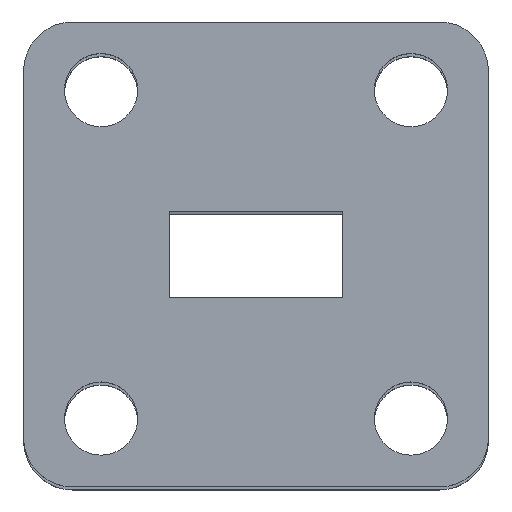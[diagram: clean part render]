
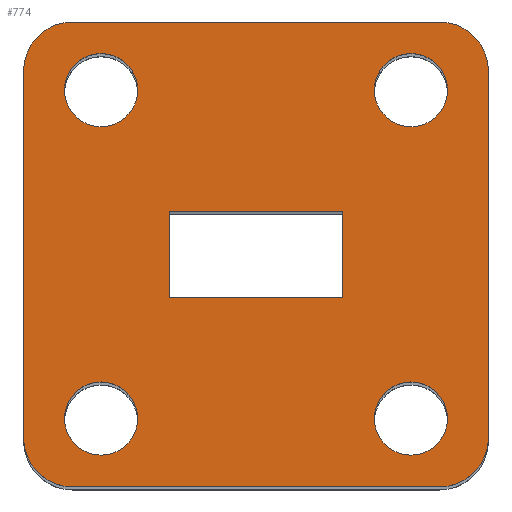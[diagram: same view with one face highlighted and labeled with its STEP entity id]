
A CAD part, top view. The second image highlights one B-rep face of the part: STEP entity #774.
In plain terms, the highlighted planar face has unit normal (0, 0, 1).
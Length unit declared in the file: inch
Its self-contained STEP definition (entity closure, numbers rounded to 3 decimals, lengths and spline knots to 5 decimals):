
#30 = CIRCLE ( 'NONE', #202, 0.05906 ) ;
#50 = AXIS2_PLACEMENT_3D ( 'NONE', #816, #1017, #545 ) ;
#70 = DIRECTION ( 'NONE',  ( -1., 0., 0. ) ) ;
#79 = CARTESIAN_POINT ( 'NONE',  ( -0.14, 0.07, 1.5 ) ) ;
#81 = EDGE_CURVE ( 'NONE', #637, #1029, #270, .T. ) ;
#83 = CARTESIAN_POINT ( 'NONE',  ( 0.375, -0.29626, 1.5 ) ) ;
#86 = EDGE_CURVE ( 'NONE', #377, #377, #30, .T. ) ;
#87 = LINE ( 'NONE', #1098, #1154 ) ;
#89 = VERTEX_POINT ( 'NONE', #979 ) ;
#99 = VERTEX_POINT ( 'NONE', #799 ) ;
#108 = CARTESIAN_POINT ( 'NONE',  ( -0.375, -0.375, 1.5 ) ) ;
#111 = DIRECTION ( 'NONE',  ( -1., 0., 0. ) ) ;
#117 = EDGE_CURVE ( 'NONE', #255, #434, #471, .T. ) ;
#118 = CIRCLE ( 'NONE', #1143, 0.05906 ) ;
#121 = VERTEX_POINT ( 'NONE', #694 ) ;
#122 = CARTESIAN_POINT ( 'NONE',  ( 0.29626, -0.29626, 1.5 ) ) ;
#138 = VERTEX_POINT ( 'NONE', #79 ) ;
#141 = EDGE_CURVE ( 'NONE', #616, #89, #614, .T. ) ;
#150 = EDGE_CURVE ( 'NONE', #607, #616, #982, .T. ) ;
#156 = CARTESIAN_POINT ( 'NONE',  ( 0.30906, -0.26496, 1.5 ) ) ;
#159 = VERTEX_POINT ( 'NONE', #603 ) ;
#163 = CARTESIAN_POINT ( 'NONE',  ( -0.25, -0.26496, 1.5 ) ) ;
#171 = CARTESIAN_POINT ( 'NONE',  ( 0.30906, 0.26496, 1.5 ) ) ;
#175 = ORIENTED_EDGE ( 'NONE', *, *, #150, .F. ) ;
#180 = EDGE_LOOP ( 'NONE', ( #1150 ) ) ;
#189 = EDGE_CURVE ( 'NONE', #745, #745, #946, .T. ) ;
#202 = AXIS2_PLACEMENT_3D ( 'NONE', #804, #1189, #1082 ) ;
#213 = VERTEX_POINT ( 'NONE', #171 ) ;
#248 = DIRECTION ( 'NONE',  ( 1., 0., 0. ) ) ;
#249 = DIRECTION ( 'NONE',  ( -1., 0., 0. ) ) ;
#255 = VERTEX_POINT ( 'NONE', #83 ) ;
#266 = FACE_OUTER_BOUND ( 'NONE', #928, .T. ) ;
#270 = LINE ( 'NONE', #430, #1184 ) ;
#273 = EDGE_CURVE ( 'NONE', #159, #159, #118, .T. ) ;
#274 = DIRECTION ( 'NONE',  ( 0., 0., 1. ) ) ;
#275 = ORIENTED_EDGE ( 'NONE', *, *, #81, .T. ) ;
#283 = CARTESIAN_POINT ( 'NONE',  ( -0.29626, 0.375, 1.5 ) ) ;
#323 = VECTOR ( 'NONE', #652, 39.37008 ) ;
#328 = CARTESIAN_POINT ( 'NONE',  ( -0.14, -0.07, 1.5 ) ) ;
#330 = CARTESIAN_POINT ( 'NONE',  ( 0.375, -0.375, 1.5 ) ) ;
#348 = EDGE_CURVE ( 'NONE', #848, #121, #1026, .T. ) ;
#360 = DIRECTION ( 'NONE',  ( -1., 0., 0. ) ) ;
#362 = DIRECTION ( 'NONE',  ( 0., -1., 0. ) ) ;
#363 = EDGE_CURVE ( 'NONE', #1145, #99, #533, .T. ) ;
#365 = CIRCLE ( 'NONE', #1135, 0.07874 ) ;
#377 = VERTEX_POINT ( 'NONE', #156 ) ;
#384 = VECTOR ( 'NONE', #1139, 39.37008 ) ;
#395 = AXIS2_PLACEMENT_3D ( 'NONE', #163, #898, #428 ) ;
#401 = ORIENTED_EDGE ( 'NONE', *, *, #189, .F. ) ;
#411 = ORIENTED_EDGE ( 'NONE', *, *, #869, .T. ) ;
#423 = EDGE_CURVE ( 'NONE', #89, #138, #580, .T. ) ;
#427 = AXIS2_PLACEMENT_3D ( 'NONE', #622, #1088, #249 ) ;
#428 = DIRECTION ( 'NONE',  ( 1., 0., 0. ) ) ;
#430 = CARTESIAN_POINT ( 'NONE',  ( -0.375, 0.375, 1.5 ) ) ;
#434 = VERTEX_POINT ( 'NONE', #743 ) ;
#437 = CIRCLE ( 'NONE', #50, 0.05906 ) ;
#455 = FACE_BOUND ( 'NONE', #809, .T. ) ;
#464 = CARTESIAN_POINT ( 'NONE',  ( -0.14, 0.07, 1.5 ) ) ;
#467 = ORIENTED_EDGE ( 'NONE', *, *, #363, .T. ) ;
#471 = LINE ( 'NONE', #330, #1198 ) ;
#499 = AXIS2_PLACEMENT_3D ( 'NONE', #1202, #727, #360 ) ;
#512 = ORIENTED_EDGE ( 'NONE', *, *, #348, .T. ) ;
#523 = DIRECTION ( 'NONE',  ( 0., 1., 0. ) ) ;
#528 = PLANE ( 'NONE',  #427 ) ;
#533 = LINE ( 'NONE', #846, #384 ) ;
#545 = DIRECTION ( 'NONE',  ( 1., 0., 0. ) ) ;
#565 = DIRECTION ( 'NONE',  ( 0., 0., 1. ) ) ;
#580 = LINE ( 'NONE', #464, #323 ) ;
#582 = VECTOR ( 'NONE', #699, 39.37008 ) ;
#588 = CARTESIAN_POINT ( 'NONE',  ( 0.29626, 0.375, 1.5 ) ) ;
#603 = CARTESIAN_POINT ( 'NONE',  ( -0.19094, 0.26496, 1.5 ) ) ;
#607 = VERTEX_POINT ( 'NONE', #328 ) ;
#614 = LINE ( 'NONE', #1191, #582 ) ;
#616 = VERTEX_POINT ( 'NONE', #882 ) ;
#622 = CARTESIAN_POINT ( 'NONE',  ( 0., 0., 1.5 ) ) ;
#637 = VERTEX_POINT ( 'NONE', #588 ) ;
#645 = EDGE_LOOP ( 'NONE', ( #401 ) ) ;
#652 = DIRECTION ( 'NONE',  ( -1., 0., 0. ) ) ;
#661 = AXIS2_PLACEMENT_3D ( 'NONE', #1183, #988, #70 ) ;
#688 = ORIENTED_EDGE ( 'NONE', *, *, #1132, .T. ) ;
#689 = ORIENTED_EDGE ( 'NONE', *, *, #795, .F. ) ;
#694 = CARTESIAN_POINT ( 'NONE',  ( -0.375, -0.29626, 1.5 ) ) ;
#699 = DIRECTION ( 'NONE',  ( 0., 1., 0. ) ) ;
#715 = CARTESIAN_POINT ( 'NONE',  ( -0.375, 0.29626, 1.5 ) ) ;
#727 = DIRECTION ( 'NONE',  ( 0., 0., 1. ) ) ;
#743 = CARTESIAN_POINT ( 'NONE',  ( 0.375, 0.29626, 1.5 ) ) ;
#745 = VERTEX_POINT ( 'NONE', #1174 ) ;
#749 = EDGE_CURVE ( 'NONE', #121, #1145, #1197, .T. ) ;
#772 = DIRECTION ( 'NONE',  ( 0., 0., 1. ) ) ;
#774 = ADVANCED_FACE ( 'NONE', ( #1168, #266, #1120, #455, #1181, #943 ), #528, .F. ) ;
#795 = EDGE_CURVE ( 'NONE', #138, #607, #87, .T. ) ;
#797 = CARTESIAN_POINT ( 'NONE',  ( -0.14, -0.07, 1.5 ) ) ;
#799 = CARTESIAN_POINT ( 'NONE',  ( 0.29626, -0.375, 1.5 ) ) ;
#804 = CARTESIAN_POINT ( 'NONE',  ( 0.25, -0.26496, 1.5 ) ) ;
#809 = EDGE_LOOP ( 'NONE', ( #1199 ) ) ;
#816 = CARTESIAN_POINT ( 'NONE',  ( 0.25, 0.26496, 1.5 ) ) ;
#846 = CARTESIAN_POINT ( 'NONE',  ( -0.375, -0.375, 1.5 ) ) ;
#848 = VERTEX_POINT ( 'NONE', #715 ) ;
#855 = CARTESIAN_POINT ( 'NONE',  ( -0.29626, -0.375, 1.5 ) ) ;
#869 = EDGE_CURVE ( 'NONE', #434, #637, #966, .T. ) ;
#881 = ORIENTED_EDGE ( 'NONE', *, *, #1162, .T. ) ;
#882 = CARTESIAN_POINT ( 'NONE',  ( 0.14, -0.07, 1.5 ) ) ;
#885 = DIRECTION ( 'NONE',  ( -1., 0., 0. ) ) ;
#898 = DIRECTION ( 'NONE',  ( 0., 0., 1. ) ) ;
#903 = DIRECTION ( 'NONE',  ( -1., 0., 0. ) ) ;
#914 = CARTESIAN_POINT ( 'NONE',  ( -0.25, 0.26496, 1.5 ) ) ;
#928 = EDGE_LOOP ( 'NONE', ( #467, #881, #970, #411, #275, #688, #512, #1067 ) ) ;
#943 = FACE_BOUND ( 'NONE', #645, .T. ) ;
#946 = CIRCLE ( 'NONE', #395, 0.05906 ) ;
#953 = EDGE_CURVE ( 'NONE', #213, #213, #437, .T. ) ;
#966 = CIRCLE ( 'NONE', #499, 0.07874 ) ;
#970 = ORIENTED_EDGE ( 'NONE', *, *, #117, .T. ) ;
#979 = CARTESIAN_POINT ( 'NONE',  ( 0.14, 0.07, 1.5 ) ) ;
#982 = LINE ( 'NONE', #797, #1061 ) ;
#988 = DIRECTION ( 'NONE',  ( 0., 0., 1. ) ) ;
#1004 = EDGE_LOOP ( 'NONE', ( #1171 ) ) ;
#1005 = DIRECTION ( 'NONE',  ( 1., 0., 0. ) ) ;
#1017 = DIRECTION ( 'NONE',  ( 0., 0., 1. ) ) ;
#1026 = LINE ( 'NONE', #108, #1092 ) ;
#1029 = VERTEX_POINT ( 'NONE', #283 ) ;
#1061 = VECTOR ( 'NONE', #248, 39.37008 ) ;
#1067 = ORIENTED_EDGE ( 'NONE', *, *, #749, .T. ) ;
#1069 = AXIS2_PLACEMENT_3D ( 'NONE', #1137, #565, #111 ) ;
#1073 = EDGE_LOOP ( 'NONE', ( #1136, #1080, #175, #689 ) ) ;
#1080 = ORIENTED_EDGE ( 'NONE', *, *, #141, .F. ) ;
#1082 = DIRECTION ( 'NONE',  ( 1., 0., 0. ) ) ;
#1088 = DIRECTION ( 'NONE',  ( 0., 0., -1. ) ) ;
#1092 = VECTOR ( 'NONE', #362, 39.37008 ) ;
#1094 = DIRECTION ( 'NONE',  ( 0., -1., 0. ) ) ;
#1098 = CARTESIAN_POINT ( 'NONE',  ( -0.14, -0.07, 1.5 ) ) ;
#1120 = FACE_BOUND ( 'NONE', #1004, .T. ) ;
#1132 = EDGE_CURVE ( 'NONE', #1029, #848, #1167, .T. ) ;
#1135 = AXIS2_PLACEMENT_3D ( 'NONE', #122, #772, #903 ) ;
#1136 = ORIENTED_EDGE ( 'NONE', *, *, #423, .F. ) ;
#1137 = CARTESIAN_POINT ( 'NONE',  ( -0.29626, 0.29626, 1.5 ) ) ;
#1139 = DIRECTION ( 'NONE',  ( 1., 0., 0. ) ) ;
#1143 = AXIS2_PLACEMENT_3D ( 'NONE', #914, #274, #1005 ) ;
#1145 = VERTEX_POINT ( 'NONE', #855 ) ;
#1150 = ORIENTED_EDGE ( 'NONE', *, *, #86, .F. ) ;
#1154 = VECTOR ( 'NONE', #1094, 39.37008 ) ;
#1162 = EDGE_CURVE ( 'NONE', #99, #255, #365, .T. ) ;
#1167 = CIRCLE ( 'NONE', #1069, 0.07874 ) ;
#1168 = FACE_BOUND ( 'NONE', #1073, .T. ) ;
#1171 = ORIENTED_EDGE ( 'NONE', *, *, #273, .F. ) ;
#1174 = CARTESIAN_POINT ( 'NONE',  ( -0.19094, -0.26496, 1.5 ) ) ;
#1181 = FACE_BOUND ( 'NONE', #180, .T. ) ;
#1183 = CARTESIAN_POINT ( 'NONE',  ( -0.29626, -0.29626, 1.5 ) ) ;
#1184 = VECTOR ( 'NONE', #885, 39.37008 ) ;
#1189 = DIRECTION ( 'NONE',  ( 0., 0., 1. ) ) ;
#1191 = CARTESIAN_POINT ( 'NONE',  ( 0.14, -0.07, 1.5 ) ) ;
#1197 = CIRCLE ( 'NONE', #661, 0.07874 ) ;
#1198 = VECTOR ( 'NONE', #523, 39.37008 ) ;
#1199 = ORIENTED_EDGE ( 'NONE', *, *, #953, .F. ) ;
#1202 = CARTESIAN_POINT ( 'NONE',  ( 0.29626, 0.29626, 1.5 ) ) ;
